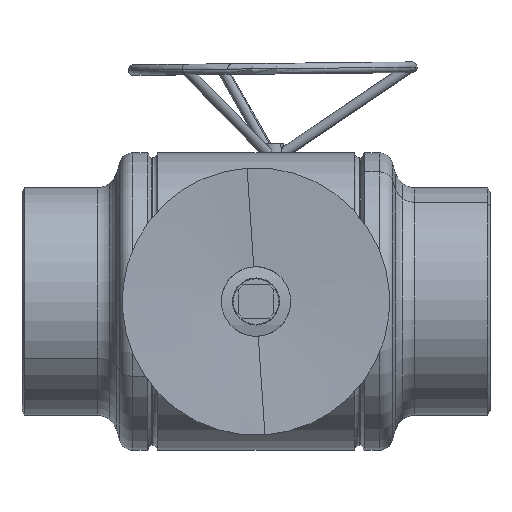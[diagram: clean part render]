
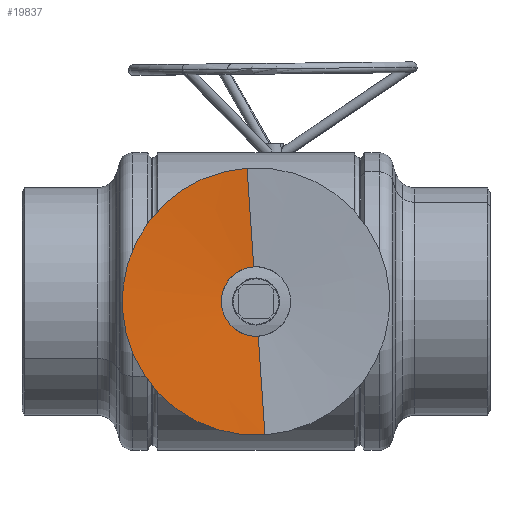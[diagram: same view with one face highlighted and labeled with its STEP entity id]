
A CAD part, front view. The second image highlights one B-rep face of the part: STEP entity #19837.
In plain terms, the highlighted conical face has half-angle 86.906 degrees and reference radius 65 mm.
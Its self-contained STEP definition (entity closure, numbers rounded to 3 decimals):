
#822 = CARTESIAN_POINT ( 'NONE',  ( 0., 0., 250. ) ) ;
#845 = AXIS2_PLACEMENT_3D ( 'NONE', #17092, #8663, #20344 ) ;
#955 = LINE ( 'NONE', #9439, #13877 ) ;
#1097 = ORIENTED_EDGE ( 'NONE', *, *, #5627, .T. ) ;
#1210 = ORIENTED_EDGE ( 'NONE', *, *, #15101, .F. ) ;
#1811 = CARTESIAN_POINT ( 'NONE',  ( 0., 0., -250. ) ) ;
#1832 = EDGE_CURVE ( 'NONE', #18765, #20979, #9298, .T. ) ;
#1886 = CARTESIAN_POINT ( 'NONE',  ( 0., 10., -65. ) ) ;
#2236 = VERTEX_POINT ( 'NONE', #7924 ) ;
#4008 = ORIENTED_EDGE ( 'NONE', *, *, #1832, .F. ) ;
#5627 = EDGE_CURVE ( 'NONE', #2236, #11035, #955, .T. ) ;
#5882 = CARTESIAN_POINT ( 'NONE',  ( 0., 10., -65. ) ) ;
#6301 = DIRECTION ( 'NONE',  ( 0., -1., 0. ) ) ;
#7223 = FACE_OUTER_BOUND ( 'NONE', #7675, .T. ) ;
#7675 = EDGE_LOOP ( 'NONE', ( #1210, #1097, #19832, #4008 ) ) ;
#7924 = CARTESIAN_POINT ( 'NONE',  ( 0., 10., 65. ) ) ;
#8663 = DIRECTION ( 'NONE',  ( 0., -1., 0. ) ) ;
#9298 = LINE ( 'NONE', #5882, #10717 ) ;
#9439 = CARTESIAN_POINT ( 'NONE',  ( 0., 10., 65. ) ) ;
#9704 = AXIS2_PLACEMENT_3D ( 'NONE', #13796, #20358, #20249 ) ;
#10409 = CIRCLE ( 'NONE', #9704, 250. ) ;
#10717 = VECTOR ( 'NONE', #19325, 1000. ) ;
#11035 = VERTEX_POINT ( 'NONE', #822 ) ;
#11504 = DIRECTION ( 'NONE',  ( 0., 0., -1. ) ) ;
#11605 = CARTESIAN_POINT ( 'NONE',  ( 0., 10., 0. ) ) ;
#11959 = EDGE_CURVE ( 'NONE', #11035, #20979, #10409, .T. ) ;
#12164 = AXIS2_PLACEMENT_3D ( 'NONE', #11605, #6301, #11504 ) ;
#13796 = CARTESIAN_POINT ( 'NONE',  ( 0., 0., 0. ) ) ;
#13877 = VECTOR ( 'NONE', #16223, 1000. ) ;
#15101 = EDGE_CURVE ( 'NONE', #2236, #18765, #15356, .T. ) ;
#15356 = CIRCLE ( 'NONE', #12164, 65. ) ;
#16223 = DIRECTION ( 'NONE',  ( 0., -0.054, 0.999 ) ) ;
#17092 = CARTESIAN_POINT ( 'NONE',  ( 0., 10., 0. ) ) ;
#18765 = VERTEX_POINT ( 'NONE', #1886 ) ;
#19325 = DIRECTION ( 'NONE',  ( 0., -0.054, -0.999 ) ) ;
#19832 = ORIENTED_EDGE ( 'NONE', *, *, #11959, .T. ) ;
#19837 = ADVANCED_FACE ( 'NONE', ( #7223 ), #21739, .F. ) ;
#20249 = DIRECTION ( 'NONE',  ( 0., 0., -1. ) ) ;
#20344 = DIRECTION ( 'NONE',  ( 0., 0., -1. ) ) ;
#20358 = DIRECTION ( 'NONE',  ( 0., -1., 0. ) ) ;
#20979 = VERTEX_POINT ( 'NONE', #1811 ) ;
#21739 = CONICAL_SURFACE ( 'NONE', #845, 65., 1.517 ) ;
